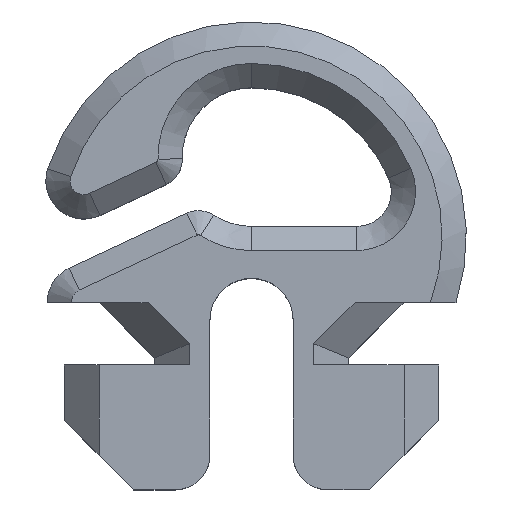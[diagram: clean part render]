
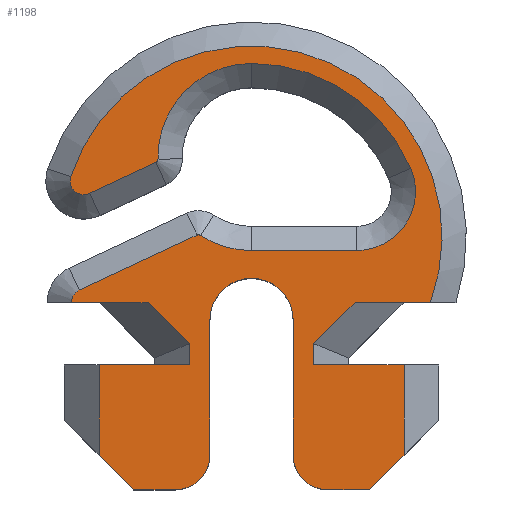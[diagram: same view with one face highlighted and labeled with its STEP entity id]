
A CAD part, top view. The second image highlights one B-rep face of the part: STEP entity #1198.
In plain terms, the highlighted planar face has unit normal (0, 0, 1).
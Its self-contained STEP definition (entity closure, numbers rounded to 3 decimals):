
#56=CIRCLE('',#1298,4.999);
#57=CIRCLE('',#1300,1.7);
#58=CIRCLE('',#1302,2.7);
#59=CIRCLE('',#1305,0.1);
#60=CIRCLE('',#1308,2.7);
#61=CIRCLE('',#1310,0.4);
#62=CIRCLE('',#1312,0.1);
#63=CIRCLE('',#1314,0.4);
#64=CIRCLE('',#1316,5.499);
#65=CIRCLE('',#1318,1.);
#66=CIRCLE('',#1319,1.2);
#67=CIRCLE('',#1320,1.);
#126=FACE_OUTER_BOUND('',#195,.T.);
#195=EDGE_LOOP('',(#924,#925,#926,#927,#928,#929,#930,#931,#932,#933,#934,
#935,#936,#937,#938,#939,#940,#941,#942,#943,#944,#945,#946,#947,#948,#949,
#950,#951,#952,#953,#954));
#265=LINE('',#1848,#396);
#268=LINE('',#1854,#399);
#275=LINE('',#1873,#406);
#278=LINE('',#1881,#409);
#281=LINE('',#1902,#412);
#282=LINE('',#1904,#413);
#283=LINE('',#1906,#414);
#284=LINE('',#1908,#415);
#285=LINE('',#1910,#416);
#286=LINE('',#1912,#417);
#287=LINE('',#1916,#418);
#288=LINE('',#1920,#419);
#289=LINE('',#1924,#420);
#290=LINE('',#1926,#421);
#291=LINE('',#1928,#422);
#292=LINE('',#1930,#423);
#293=LINE('',#1932,#424);
#294=LINE('',#1934,#425);
#295=LINE('',#1935,#426);
#396=VECTOR('',#1499,10.);
#399=VECTOR('',#1504,10.);
#406=VECTOR('',#1525,10.);
#409=VECTOR('',#1534,10.);
#412=VECTOR('',#1559,10.);
#413=VECTOR('',#1560,10.);
#414=VECTOR('',#1561,10.);
#415=VECTOR('',#1562,10.);
#416=VECTOR('',#1563,10.);
#417=VECTOR('',#1564,10.);
#418=VECTOR('',#1567,10.);
#419=VECTOR('',#1570,10.);
#420=VECTOR('',#1573,10.);
#421=VECTOR('',#1574,10.);
#422=VECTOR('',#1575,10.);
#423=VECTOR('',#1576,10.);
#424=VECTOR('',#1577,10.);
#425=VECTOR('',#1578,10.);
#426=VECTOR('',#1579,10.);
#531=VERTEX_POINT('',#1845);
#532=VERTEX_POINT('',#1847);
#533=VERTEX_POINT('',#1851);
#534=VERTEX_POINT('',#1853);
#535=VERTEX_POINT('',#1857);
#536=VERTEX_POINT('',#1859);
#537=VERTEX_POINT('',#1863);
#538=VERTEX_POINT('',#1867);
#539=VERTEX_POINT('',#1869);
#540=VERTEX_POINT('',#1875);
#541=VERTEX_POINT('',#1879);
#542=VERTEX_POINT('',#1883);
#543=VERTEX_POINT('',#1891);
#544=VERTEX_POINT('',#1895);
#545=VERTEX_POINT('',#1901);
#546=VERTEX_POINT('',#1903);
#547=VERTEX_POINT('',#1905);
#548=VERTEX_POINT('',#1907);
#549=VERTEX_POINT('',#1909);
#550=VERTEX_POINT('',#1911);
#551=VERTEX_POINT('',#1913);
#552=VERTEX_POINT('',#1915);
#553=VERTEX_POINT('',#1917);
#554=VERTEX_POINT('',#1919);
#555=VERTEX_POINT('',#1921);
#556=VERTEX_POINT('',#1923);
#557=VERTEX_POINT('',#1925);
#558=VERTEX_POINT('',#1927);
#559=VERTEX_POINT('',#1929);
#560=VERTEX_POINT('',#1931);
#561=VERTEX_POINT('',#1933);
#663=EDGE_CURVE('',#532,#531,#265,.T.);
#666=EDGE_CURVE('',#533,#534,#268,.T.);
#669=EDGE_CURVE('',#535,#536,#56,.T.);
#672=EDGE_CURVE('',#537,#535,#57,.T.);
#674=EDGE_CURVE('',#538,#539,#58,.T.);
#676=EDGE_CURVE('',#539,#537,#275,.T.);
#678=EDGE_CURVE('',#540,#538,#59,.T.);
#680=EDGE_CURVE('',#541,#540,#278,.T.);
#681=EDGE_CURVE('',#536,#542,#60,.T.);
#683=EDGE_CURVE('',#532,#541,#61,.T.);
#684=EDGE_CURVE('',#542,#533,#62,.T.);
#685=EDGE_CURVE('',#534,#543,#63,.T.);
#688=EDGE_CURVE('',#543,#544,#64,.T.);
#689=EDGE_CURVE('',#545,#531,#281,.T.);
#690=EDGE_CURVE('',#546,#545,#282,.T.);
#691=EDGE_CURVE('',#546,#547,#283,.T.);
#692=EDGE_CURVE('',#548,#547,#284,.T.);
#693=EDGE_CURVE('',#548,#549,#285,.T.);
#694=EDGE_CURVE('',#549,#550,#286,.T.);
#695=EDGE_CURVE('',#550,#551,#65,.T.);
#696=EDGE_CURVE('',#551,#552,#287,.T.);
#697=EDGE_CURVE('',#552,#553,#66,.T.);
#698=EDGE_CURVE('',#553,#554,#288,.T.);
#699=EDGE_CURVE('',#554,#555,#67,.T.);
#700=EDGE_CURVE('',#555,#556,#289,.T.);
#701=EDGE_CURVE('',#556,#557,#290,.T.);
#702=EDGE_CURVE('',#558,#557,#291,.T.);
#703=EDGE_CURVE('',#558,#559,#292,.T.);
#704=EDGE_CURVE('',#560,#559,#293,.T.);
#705=EDGE_CURVE('',#561,#560,#294,.T.);
#706=EDGE_CURVE('',#561,#544,#295,.T.);
#924=ORIENTED_EDGE('',*,*,#688,.F.);
#925=ORIENTED_EDGE('',*,*,#685,.F.);
#926=ORIENTED_EDGE('',*,*,#666,.F.);
#927=ORIENTED_EDGE('',*,*,#684,.F.);
#928=ORIENTED_EDGE('',*,*,#681,.F.);
#929=ORIENTED_EDGE('',*,*,#669,.F.);
#930=ORIENTED_EDGE('',*,*,#672,.F.);
#931=ORIENTED_EDGE('',*,*,#676,.F.);
#932=ORIENTED_EDGE('',*,*,#674,.F.);
#933=ORIENTED_EDGE('',*,*,#678,.F.);
#934=ORIENTED_EDGE('',*,*,#680,.F.);
#935=ORIENTED_EDGE('',*,*,#683,.F.);
#936=ORIENTED_EDGE('',*,*,#663,.T.);
#937=ORIENTED_EDGE('',*,*,#689,.F.);
#938=ORIENTED_EDGE('',*,*,#690,.F.);
#939=ORIENTED_EDGE('',*,*,#691,.T.);
#940=ORIENTED_EDGE('',*,*,#692,.F.);
#941=ORIENTED_EDGE('',*,*,#693,.T.);
#942=ORIENTED_EDGE('',*,*,#694,.T.);
#943=ORIENTED_EDGE('',*,*,#695,.T.);
#944=ORIENTED_EDGE('',*,*,#696,.T.);
#945=ORIENTED_EDGE('',*,*,#697,.T.);
#946=ORIENTED_EDGE('',*,*,#698,.T.);
#947=ORIENTED_EDGE('',*,*,#699,.T.);
#948=ORIENTED_EDGE('',*,*,#700,.T.);
#949=ORIENTED_EDGE('',*,*,#701,.T.);
#950=ORIENTED_EDGE('',*,*,#702,.F.);
#951=ORIENTED_EDGE('',*,*,#703,.T.);
#952=ORIENTED_EDGE('',*,*,#704,.F.);
#953=ORIENTED_EDGE('',*,*,#705,.F.);
#954=ORIENTED_EDGE('',*,*,#706,.T.);
#1132=PLANE('',#1317);
#1198=ADVANCED_FACE('',(#126),#1132,.T.);
#1298=AXIS2_PLACEMENT_3D('',#1860,#1509,#1510);
#1300=AXIS2_PLACEMENT_3D('',#1865,#1515,#1516);
#1302=AXIS2_PLACEMENT_3D('',#1870,#1520,#1521);
#1305=AXIS2_PLACEMENT_3D('',#1877,#1529,#1530);
#1308=AXIS2_PLACEMENT_3D('',#1884,#1537,#1538);
#1310=AXIS2_PLACEMENT_3D('',#1887,#1542,#1543);
#1312=AXIS2_PLACEMENT_3D('',#1889,#1546,#1547);
#1314=AXIS2_PLACEMENT_3D('',#1892,#1550,#1551);
#1316=AXIS2_PLACEMENT_3D('',#1899,#1555,#1556);
#1317=AXIS2_PLACEMENT_3D('',#1900,#1557,#1558);
#1318=AXIS2_PLACEMENT_3D('',#1914,#1565,#1566);
#1319=AXIS2_PLACEMENT_3D('',#1918,#1568,#1569);
#1320=AXIS2_PLACEMENT_3D('',#1922,#1571,#1572);
#1499=DIRECTION('',(1.,0.,0.));
#1504=DIRECTION('',(-0.906,-0.423,0.));
#1509=DIRECTION('center_axis',(0.,0.,1.));
#1510=DIRECTION('ref_axis',(0.919,0.394,0.));
#1515=DIRECTION('center_axis',(0.,0.,1.));
#1516=DIRECTION('ref_axis',(0.,-1.,0.));
#1520=DIRECTION('center_axis',(0.,0.,1.));
#1521=DIRECTION('ref_axis',(0.,-1.,0.));
#1525=DIRECTION('',(1.,0.,0.));
#1529=DIRECTION('center_axis',(0.,0.,-1.));
#1530=DIRECTION('ref_axis',(0.547,0.837,0.));
#1534=DIRECTION('',(0.906,0.423,0.));
#1537=DIRECTION('center_axis',(0.,0.,1.));
#1538=DIRECTION('ref_axis',(0.,1.,0.));
#1542=DIRECTION('center_axis',(0.,0.,-1.));
#1543=DIRECTION('ref_axis',(-0.423,0.906,0.));
#1546=DIRECTION('center_axis',(0.,0.,-1.));
#1547=DIRECTION('ref_axis',(0.423,-0.906,0.));
#1550=DIRECTION('center_axis',(0.,0.,-1.));
#1551=DIRECTION('ref_axis',(-0.949,0.316,0.));
#1555=DIRECTION('center_axis',(0.,0.,-1.));
#1556=DIRECTION('ref_axis',(0.952,-0.307,0.));
#1557=DIRECTION('center_axis',(0.,0.,1.));
#1558=DIRECTION('ref_axis',(1.,0.,0.));
#1559=DIRECTION('',(-0.707,0.707,0.));
#1560=DIRECTION('',(0.,1.,0.));
#1561=DIRECTION('',(-1.,0.,0.));
#1562=DIRECTION('',(0.,1.,0.));
#1563=DIRECTION('',(0.707,-0.707,0.));
#1564=DIRECTION('',(1.,0.,0.));
#1565=DIRECTION('center_axis',(0.,0.,1.));
#1566=DIRECTION('ref_axis',(0.,-1.,0.));
#1567=DIRECTION('',(0.,1.,0.));
#1568=DIRECTION('center_axis',(0.,0.,-1.));
#1569=DIRECTION('ref_axis',(0.,1.,0.));
#1570=DIRECTION('',(0.,-1.,0.));
#1571=DIRECTION('center_axis',(0.,0.,1.));
#1572=DIRECTION('ref_axis',(-1.,0.,0.));
#1573=DIRECTION('',(1.,0.,0.));
#1574=DIRECTION('',(0.707,0.707,0.));
#1575=DIRECTION('',(0.,-1.,0.));
#1576=DIRECTION('',(-1.,0.,0.));
#1577=DIRECTION('',(0.,-1.,0.));
#1578=DIRECTION('',(-0.707,-0.707,0.));
#1579=DIRECTION('',(1.,0.,0.));
#1845=CARTESIAN_POINT('',(-2.986,5.4,5.));
#1847=CARTESIAN_POINT('',(-5.2,5.4,5.));
#1848=CARTESIAN_POINT('',(-4.4,5.4,5.));
#1851=CARTESIAN_POINT('',(-2.757,9.442,5.));
#1853=CARTESIAN_POINT('',(-4.668,8.551,5.));
#1854=CARTESIAN_POINT('',(-3.096,9.284,5.));
#1857=CARTESIAN_POINT('',(4.595,9.269,5.));
#1859=CARTESIAN_POINT('',(0.,12.3,5.));
#1860=CARTESIAN_POINT('Origin',(0.,7.301,
5.));
#1863=CARTESIAN_POINT('',(3.032,6.9,5.));
#1865=CARTESIAN_POINT('Origin',(3.032,8.6,5.));
#1867=CARTESIAN_POINT('',(-1.476,7.339,5.));
#1869=CARTESIAN_POINT('',(0.,6.9,5.));
#1870=CARTESIAN_POINT('Origin',(0.,9.6,5.));
#1873=CARTESIAN_POINT('',(1.516,6.9,5.));
#1875=CARTESIAN_POINT('',(-1.573,7.346,5.));
#1877=CARTESIAN_POINT('Origin',(-1.531,7.255,5.));
#1879=CARTESIAN_POINT('',(-4.969,5.763,5.));
#1881=CARTESIAN_POINT('',(-1.041,7.594,5.));
#1883=CARTESIAN_POINT('',(-2.699,9.535,5.));
#1884=CARTESIAN_POINT('Origin',(0.,9.6,5.));
#1887=CARTESIAN_POINT('Origin',(-4.8,5.4,5.));
#1889=CARTESIAN_POINT('Origin',(-2.799,9.533,5.));
#1891=CARTESIAN_POINT('',(-5.217,9.04,5.));
#1892=CARTESIAN_POINT('Origin',(-4.837,8.913,5.));
#1895=CARTESIAN_POINT('',(5.16,5.4,5.));
#1899=CARTESIAN_POINT('Origin',(0.,7.301,
5.));
#1900=CARTESIAN_POINT('Origin',(0.,6.75,5.));
#1901=CARTESIAN_POINT('',(-1.8,4.214,5.));
#1902=CARTESIAN_POINT('',(-2.93,5.345,5.));
#1903=CARTESIAN_POINT('',(-1.8,3.6,5.));
#1904=CARTESIAN_POINT('',(-1.8,5.275,5.));
#1905=CARTESIAN_POINT('',(-4.4,3.6,5.));
#1906=CARTESIAN_POINT('',(-5.4,3.6,5.));
#1907=CARTESIAN_POINT('',(-4.4,1.,5.));
#1908=CARTESIAN_POINT('',(-4.4,5.175,5.));
#1909=CARTESIAN_POINT('',(-3.4,0.,5.));
#1910=CARTESIAN_POINT('',(-3.4,0.,5.));
#1911=CARTESIAN_POINT('',(-2.2,0.,5.));
#1912=CARTESIAN_POINT('',(-3.4,0.,5.));
#1913=CARTESIAN_POINT('',(-1.2,1.,5.));
#1914=CARTESIAN_POINT('Origin',(-2.2,1.,5.));
#1915=CARTESIAN_POINT('',(-1.2,4.9,5.));
#1916=CARTESIAN_POINT('',(-1.2,1.,5.));
#1917=CARTESIAN_POINT('',(1.2,4.9,5.));
#1918=CARTESIAN_POINT('Origin',(0.,4.9,
5.));
#1919=CARTESIAN_POINT('',(1.2,1.,5.));
#1920=CARTESIAN_POINT('',(1.2,1.,5.));
#1921=CARTESIAN_POINT('',(2.2,0.,5.));
#1922=CARTESIAN_POINT('Origin',(2.2,1.,5.));
#1923=CARTESIAN_POINT('',(3.4,0.,5.));
#1924=CARTESIAN_POINT('',(3.4,0.,5.));
#1925=CARTESIAN_POINT('',(4.4,1.,5.));
#1926=CARTESIAN_POINT('',(3.4,0.,5.));
#1927=CARTESIAN_POINT('',(4.4,3.6,5.));
#1928=CARTESIAN_POINT('',(4.4,4.375,5.));
#1929=CARTESIAN_POINT('',(1.8,3.6,5.));
#1930=CARTESIAN_POINT('',(5.4,3.6,5.));
#1931=CARTESIAN_POINT('',(1.8,4.214,5.));
#1932=CARTESIAN_POINT('',(1.8,5.175,5.));
#1933=CARTESIAN_POINT('',(2.986,5.4,5.));
#1934=CARTESIAN_POINT('',(2.13,4.545,5.));
#1935=CARTESIAN_POINT('',(4.4,5.4,5.));
